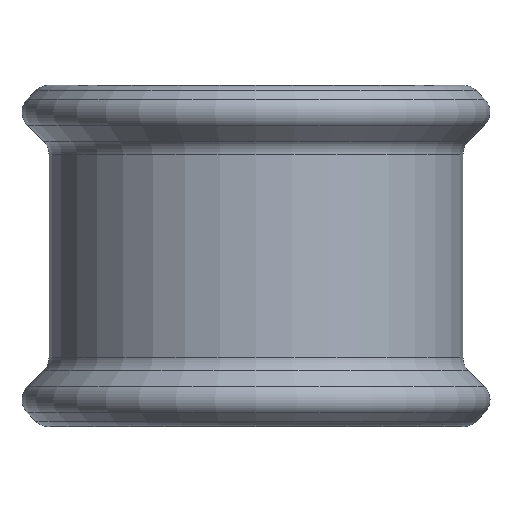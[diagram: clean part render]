
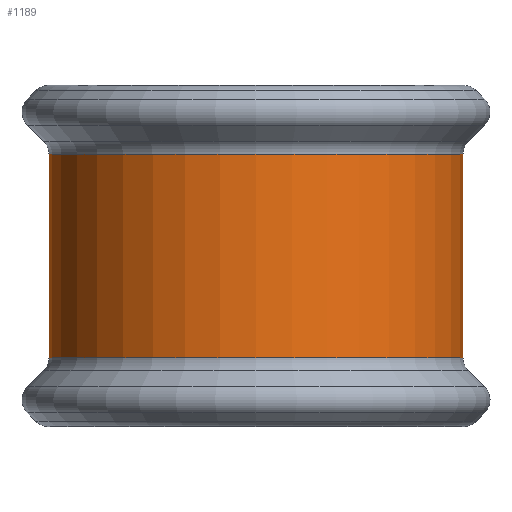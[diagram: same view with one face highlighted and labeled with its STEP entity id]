
A CAD part, front view. The second image highlights one B-rep face of the part: STEP entity #1189.
In plain terms, the highlighted cylindrical face has radius 8.534 mm (diameter 17.069 mm), a partial arc.
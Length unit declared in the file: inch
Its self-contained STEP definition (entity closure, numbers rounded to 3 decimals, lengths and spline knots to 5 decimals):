
#97 = CARTESIAN_POINT ( 'NONE',  ( 0.281, -0.656, 0.16479 ) ) ;
#254 = VERTEX_POINT ( 'NONE', #3282 ) ;
#286 = FACE_OUTER_BOUND ( 'NONE', #1038, .T. ) ;
#481 = DIRECTION ( 'NONE',  ( 0., 0., 1. ) ) ;
#573 = DIRECTION ( 'NONE',  ( -1., 0., 0. ) ) ;
#615 = ORIENTED_EDGE ( 'NONE', *, *, #4140, .T. ) ;
#696 = AXIS2_PLACEMENT_3D ( 'NONE', #4877, #2515, #5849 ) ;
#1038 = EDGE_LOOP ( 'NONE', ( #615, #2543, #5708, #1417 ) ) ;
#1077 = LINE ( 'NONE', #5512, #2200 ) ;
#1189 = ADVANCED_FACE ( 'NONE', ( #286 ), #2711, .T. ) ;
#1203 = CARTESIAN_POINT ( 'NONE',  ( -0.055, -0.656, 0.16479 ) ) ;
#1417 = ORIENTED_EDGE ( 'NONE', *, *, #1810, .F. ) ;
#1522 = DIRECTION ( 'NONE',  ( 0., 0., -1. ) ) ;
#1536 = EDGE_CURVE ( 'NONE', #4541, #5133, #1077, .T. ) ;
#1640 = AXIS2_PLACEMENT_3D ( 'NONE', #4379, #1522, #4845 ) ;
#1810 = EDGE_CURVE ( 'NONE', #6086, #4541, #6128, .T. ) ;
#2200 = VECTOR ( 'NONE', #2660, 39.37008 ) ;
#2478 = CARTESIAN_POINT ( 'NONE',  ( -0.055, -0.656, -0.16479 ) ) ;
#2515 = DIRECTION ( 'NONE',  ( 0., 0., -1. ) ) ;
#2543 = ORIENTED_EDGE ( 'NONE', *, *, #3712, .T. ) ;
#2565 = LINE ( 'NONE', #2782, #3518 ) ;
#2660 = DIRECTION ( 'NONE',  ( 0., 0., 1. ) ) ;
#2711 = CYLINDRICAL_SURFACE ( 'NONE', #696, 0.336 ) ;
#2782 = CARTESIAN_POINT ( 'NONE',  ( 0.281, -0.32, 0.16479 ) ) ;
#3282 = CARTESIAN_POINT ( 'NONE',  ( 0.281, -0.32, 0.16479 ) ) ;
#3383 = DIRECTION ( 'NONE',  ( 0., 0., -1. ) ) ;
#3518 = VECTOR ( 'NONE', #481, 39.37008 ) ;
#3712 = EDGE_CURVE ( 'NONE', #254, #5133, #3910, .T. ) ;
#3910 = CIRCLE ( 'NONE', #5808, 0.336 ) ;
#4008 = CARTESIAN_POINT ( 'NONE',  ( 0.281, -0.32, -0.16479 ) ) ;
#4140 = EDGE_CURVE ( 'NONE', #6086, #254, #2565, .T. ) ;
#4379 = CARTESIAN_POINT ( 'NONE',  ( 0.281, -0.656, -0.16479 ) ) ;
#4541 = VERTEX_POINT ( 'NONE', #2478 ) ;
#4845 = DIRECTION ( 'NONE',  ( -1., 0., 0. ) ) ;
#4877 = CARTESIAN_POINT ( 'NONE',  ( 0.281, -0.656, 0. ) ) ;
#5133 = VERTEX_POINT ( 'NONE', #1203 ) ;
#5512 = CARTESIAN_POINT ( 'NONE',  ( -0.055, -0.656, 0.16479 ) ) ;
#5708 = ORIENTED_EDGE ( 'NONE', *, *, #1536, .F. ) ;
#5808 = AXIS2_PLACEMENT_3D ( 'NONE', #97, #3383, #573 ) ;
#5849 = DIRECTION ( 'NONE',  ( -1., 0., 0. ) ) ;
#6086 = VERTEX_POINT ( 'NONE', #4008 ) ;
#6128 = CIRCLE ( 'NONE', #1640, 0.336 ) ;
